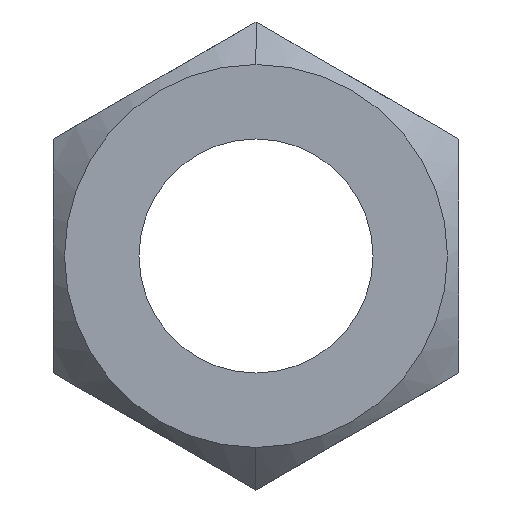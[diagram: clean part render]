
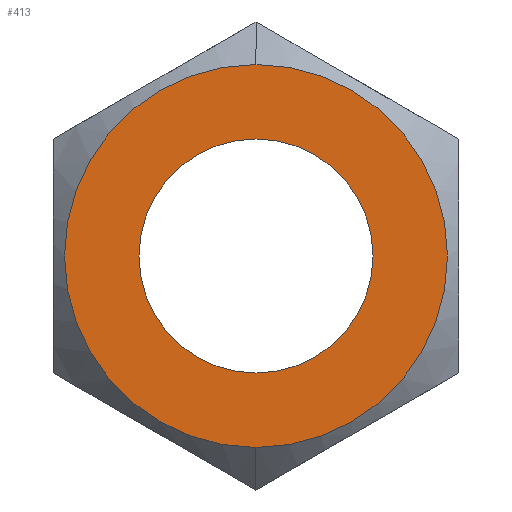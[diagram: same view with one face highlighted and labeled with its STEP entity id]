
A CAD part, left-side view. The second image highlights one B-rep face of the part: STEP entity #413.
In plain terms, the highlighted planar face has unit normal (-1, 0, 0).
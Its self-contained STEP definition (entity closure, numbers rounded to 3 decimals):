
#121 = CARTESIAN_POINT ( 'NONE',  ( -10., 0., -11. ) ) ;
#297 = AXIS2_PLACEMENT_3D ( 'NONE', #3848, #3924, #4482 ) ;
#381 = DIRECTION ( 'NONE',  ( 0., 0., 1. ) ) ;
#413 = ADVANCED_FACE ( 'NONE', ( #3369, #5661 ), #5724, .F. ) ;
#494 = DIRECTION ( 'NONE',  ( 0., 0., 1. ) ) ;
#574 = EDGE_CURVE ( 'NONE', #1524, #4100, #4529, .T. ) ;
#635 = CARTESIAN_POINT ( 'NONE',  ( -10., 0., 11. ) ) ;
#636 = EDGE_CURVE ( 'NONE', #1665, #2010, #6274, .T. ) ;
#656 = EDGE_CURVE ( 'NONE', #4100, #1524, #4938, .T. ) ;
#857 = CARTESIAN_POINT ( 'NONE',  ( -10., 0., 17.997 ) ) ;
#946 = CARTESIAN_POINT ( 'NONE',  ( -10., 0., 0. ) ) ;
#983 = CARTESIAN_POINT ( 'NONE',  ( -10., 0., 0. ) ) ;
#992 = AXIS2_PLACEMENT_3D ( 'NONE', #5072, #7379, #381 ) ;
#1049 = CIRCLE ( 'NONE', #297, 11. ) ;
#1524 = VERTEX_POINT ( 'NONE', #5530 ) ;
#1665 = VERTEX_POINT ( 'NONE', #121 ) ;
#1812 = EDGE_LOOP ( 'NONE', ( #4931, #2673 ) ) ;
#1891 = AXIS2_PLACEMENT_3D ( 'NONE', #946, #6772, #494 ) ;
#2010 = VERTEX_POINT ( 'NONE', #635 ) ;
#2618 = AXIS2_PLACEMENT_3D ( 'NONE', #4442, #3962, #5125 ) ;
#2673 = ORIENTED_EDGE ( 'NONE', *, *, #636, .T. ) ;
#2696 = ORIENTED_EDGE ( 'NONE', *, *, #574, .T. ) ;
#2801 = DIRECTION ( 'NONE',  ( 1., 0., 0. ) ) ;
#3280 = AXIS2_PLACEMENT_3D ( 'NONE', #983, #2801, #7344 ) ;
#3369 = FACE_BOUND ( 'NONE', #1812, .T. ) ;
#3420 = EDGE_CURVE ( 'NONE', #2010, #1665, #1049, .T. ) ;
#3848 = CARTESIAN_POINT ( 'NONE',  ( -10., 0., 0. ) ) ;
#3924 = DIRECTION ( 'NONE',  ( 1., 0., 0. ) ) ;
#3962 = DIRECTION ( 'NONE',  ( 1., 0., 0. ) ) ;
#4100 = VERTEX_POINT ( 'NONE', #857 ) ;
#4172 = ORIENTED_EDGE ( 'NONE', *, *, #656, .T. ) ;
#4442 = CARTESIAN_POINT ( 'NONE',  ( -10., 0., 0. ) ) ;
#4482 = DIRECTION ( 'NONE',  ( 0., 0., -1. ) ) ;
#4529 = CIRCLE ( 'NONE', #1891, 17.997 ) ;
#4931 = ORIENTED_EDGE ( 'NONE', *, *, #3420, .T. ) ;
#4938 = CIRCLE ( 'NONE', #992, 17.997 ) ;
#5072 = CARTESIAN_POINT ( 'NONE',  ( -10., 0., 0. ) ) ;
#5125 = DIRECTION ( 'NONE',  ( 0., 0., -1. ) ) ;
#5530 = CARTESIAN_POINT ( 'NONE',  ( -10., 0., -17.997 ) ) ;
#5661 = FACE_OUTER_BOUND ( 'NONE', #7346, .T. ) ;
#5724 = PLANE ( 'NONE',  #2618 ) ;
#6274 = CIRCLE ( 'NONE', #3280, 11. ) ;
#6772 = DIRECTION ( 'NONE',  ( -1., 0., 0. ) ) ;
#7344 = DIRECTION ( 'NONE',  ( 0., 0., -1. ) ) ;
#7346 = EDGE_LOOP ( 'NONE', ( #2696, #4172 ) ) ;
#7379 = DIRECTION ( 'NONE',  ( -1., 0., 0. ) ) ;
